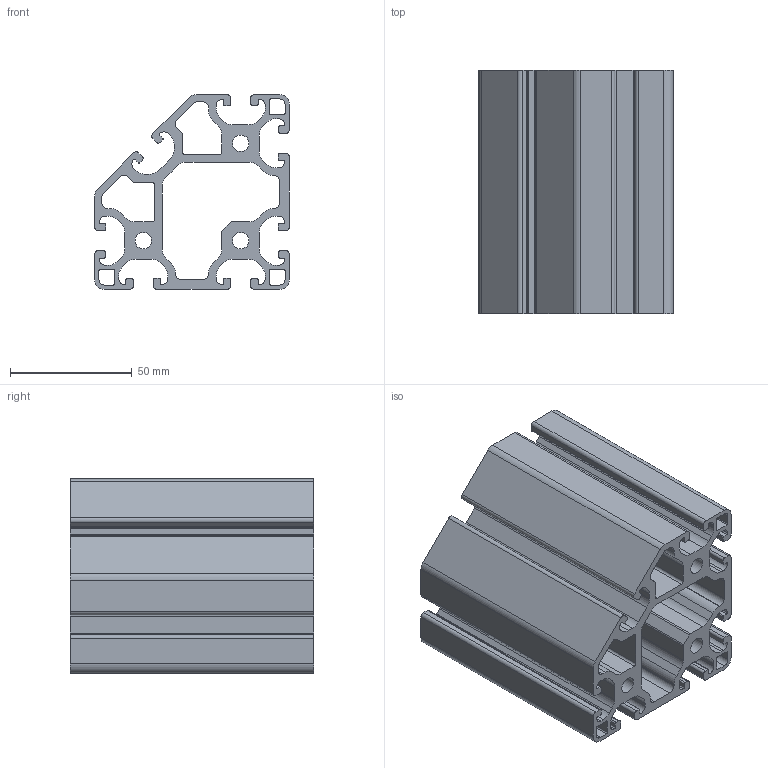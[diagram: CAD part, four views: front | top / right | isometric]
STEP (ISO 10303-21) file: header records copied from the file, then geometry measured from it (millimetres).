
FILE_DESCRIPTION( ( 'Unknown' ), '1' );
FILE_NAME( 'I8-8080L45.stp', 'Unknown', ( 'Unknown' ), ( 'Unknown' ), 'XStep 1.0', 'Unknown', ' ' );
FILE_SCHEMA( ( 'automotive_design' ) );
Length unit declared in the file: millimetre
Products named in the file (1): 1
Bounding box: 80 x 100 x 80 mm (x, y, z)
Volume: 188346.7 mm3; surface area: 110650.4 mm2
Topology: 1 solids, 1 shells, 285 faces, 849 edges, 566 vertices
Faces by surface type: cylinder 150, plane 135
Full cylindrical faces by diameter (mm): 6.8 x3
Entity records: 11980 total; most frequent: DIRECTION 1718, CARTESIAN_POINT 1698, ORIENTED_EDGE 1692, EDGE_CURVE 846, AXIS2_PLACEMENT_3D 586, VERTEX_POINT 566, LINE 546, VECTOR 546
